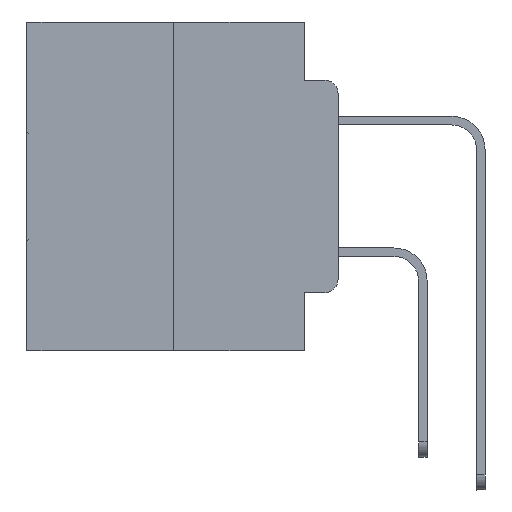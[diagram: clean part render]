
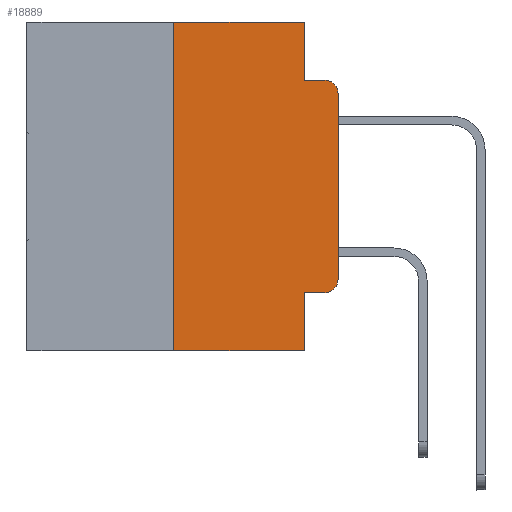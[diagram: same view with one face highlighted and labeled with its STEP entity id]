
A CAD part, left-side view. The second image highlights one B-rep face of the part: STEP entity #18889.
In plain terms, the highlighted planar face has unit normal (-1, 0, 0).
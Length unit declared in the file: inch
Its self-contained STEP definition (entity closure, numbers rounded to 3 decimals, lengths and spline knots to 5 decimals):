
#14 = DIRECTION ( 'NONE',  ( 0., 0., -1. ) ) ;
#77 = CARTESIAN_POINT ( 'NONE',  ( 0., 0.02, -0.1085 ) ) ;
#597 = CARTESIAN_POINT ( 'NONE',  ( 0., 0.051, 0. ) ) ;
#749 = CARTESIAN_POINT ( 'NONE',  ( 0., 0.25, 0. ) ) ;
#762 = LINE ( 'NONE', #27779, #14181 ) ;
#2454 = LINE ( 'NONE', #749, #22244 ) ;
#2563 = CIRCLE ( 'NONE', #18201, 0.02 ) ;
#2599 = VECTOR ( 'NONE', #18473, 39.37008 ) ;
#2646 = DIRECTION ( 'NONE',  ( 0., 0., -1. ) ) ;
#3204 = ORIENTED_EDGE ( 'NONE', *, *, #27093, .F. ) ;
#3433 = VERTEX_POINT ( 'NONE', #27321 ) ;
#5013 = CARTESIAN_POINT ( 'NONE',  ( 0., 0.051, 0. ) ) ;
#5286 = VECTOR ( 'NONE', #14, 39.37008 ) ;
#5587 = ORIENTED_EDGE ( 'NONE', *, *, #30108, .T. ) ;
#6032 = CARTESIAN_POINT ( 'NONE',  ( 0., 0.473, 0. ) ) ;
#6168 = CARTESIAN_POINT ( 'NONE',  ( 0., 0.25, 0. ) ) ;
#6409 = PLANE ( 'NONE',  #15422 ) ;
#6516 = CARTESIAN_POINT ( 'NONE',  ( 0., 0.473, 0. ) ) ;
#8142 = DIRECTION ( 'NONE',  ( 0., 0., -1. ) ) ;
#8157 = VECTOR ( 'NONE', #10414, 39.37008 ) ;
#8340 = ORIENTED_EDGE ( 'NONE', *, *, #20134, .F. ) ;
#8763 = VERTEX_POINT ( 'NONE', #6168 ) ;
#9311 = LINE ( 'NONE', #20801, #2599 ) ;
#9674 = DIRECTION ( 'NONE',  ( 0., -1., 0. ) ) ;
#9917 = ORIENTED_EDGE ( 'NONE', *, *, #29659, .T. ) ;
#10374 = CARTESIAN_POINT ( 'NONE',  ( 0., 0.02, -0.3915 ) ) ;
#10414 = DIRECTION ( 'NONE',  ( 0., 0., 1. ) ) ;
#11870 = ORIENTED_EDGE ( 'NONE', *, *, #29483, .T. ) ;
#12800 = EDGE_CURVE ( 'NONE', #31835, #16191, #24985, .T. ) ;
#12922 = DIRECTION ( 'NONE',  ( 0., 0., -1. ) ) ;
#13428 = VERTEX_POINT ( 'NONE', #26994 ) ;
#13604 = VECTOR ( 'NONE', #25758, 39.37008 ) ;
#13608 = VERTEX_POINT ( 'NONE', #19909 ) ;
#13988 = EDGE_LOOP ( 'NONE', ( #11870, #24877, #25623, #8340, #21420, #3204, #9917, #18038, #24520, #5587 ) ) ;
#14111 = DIRECTION ( 'NONE',  ( 0., 0., -1. ) ) ;
#14181 = VECTOR ( 'NONE', #17993, 39.37008 ) ;
#14795 = LINE ( 'NONE', #15306, #8157 ) ;
#15057 = VECTOR ( 'NONE', #8142, 39.37008 ) ;
#15306 = CARTESIAN_POINT ( 'NONE',  ( 0., 0., 0. ) ) ;
#15422 = AXIS2_PLACEMENT_3D ( 'NONE', #6516, #28655, #14111 ) ;
#15784 = DIRECTION ( 'NONE',  ( 0., 0., 1. ) ) ;
#16191 = VERTEX_POINT ( 'NONE', #20284 ) ;
#16439 = AXIS2_PLACEMENT_3D ( 'NONE', #77, #17601, #2646 ) ;
#16580 = LINE ( 'NONE', #597, #15057 ) ;
#17003 = CARTESIAN_POINT ( 'NONE',  ( 0., 0.02, -0.0885 ) ) ;
#17601 = DIRECTION ( 'NONE',  ( -1., 0., 0. ) ) ;
#17993 = DIRECTION ( 'NONE',  ( 0., -1., 0. ) ) ;
#18038 = ORIENTED_EDGE ( 'NONE', *, *, #12800, .F. ) ;
#18201 = AXIS2_PLACEMENT_3D ( 'NONE', #10374, #27516, #12922 ) ;
#18445 = VERTEX_POINT ( 'NONE', #19777 ) ;
#18473 = DIRECTION ( 'NONE',  ( 0., -1., 0. ) ) ;
#18889 = ADVANCED_FACE ( 'NONE', ( #30679 ), #6409, .F. ) ;
#19116 = EDGE_CURVE ( 'NONE', #31257, #20503, #23122, .T. ) ;
#19777 = CARTESIAN_POINT ( 'NONE',  ( 0., 0.051, -0.0885 ) ) ;
#19906 = VERTEX_POINT ( 'NONE', #24498 ) ;
#19909 = CARTESIAN_POINT ( 'NONE',  ( 0., 0.25, -0.5 ) ) ;
#20134 = EDGE_CURVE ( 'NONE', #3433, #18445, #16580, .T. ) ;
#20284 = CARTESIAN_POINT ( 'NONE',  ( 0., 0.051, -0.5 ) ) ;
#20503 = VERTEX_POINT ( 'NONE', #17003 ) ;
#20801 = CARTESIAN_POINT ( 'NONE',  ( 0., 0.473, -0.5 ) ) ;
#21420 = ORIENTED_EDGE ( 'NONE', *, *, #30838, .F. ) ;
#21984 = EDGE_CURVE ( 'NONE', #31835, #19906, #762, .T. ) ;
#22244 = VECTOR ( 'NONE', #15784, 39.37008 ) ;
#22786 = EDGE_CURVE ( 'NONE', #18445, #20503, #23259, .T. ) ;
#23122 = CIRCLE ( 'NONE', #16439, 0.02 ) ;
#23259 = LINE ( 'NONE', #26834, #24009 ) ;
#24009 = VECTOR ( 'NONE', #9674, 39.37008 ) ;
#24287 = CARTESIAN_POINT ( 'NONE',  ( 0., 0., -0.1085 ) ) ;
#24498 = CARTESIAN_POINT ( 'NONE',  ( 0., 0.02, -0.4115 ) ) ;
#24520 = ORIENTED_EDGE ( 'NONE', *, *, #21984, .T. ) ;
#24877 = ORIENTED_EDGE ( 'NONE', *, *, #19116, .T. ) ;
#24985 = LINE ( 'NONE', #5013, #5286 ) ;
#25623 = ORIENTED_EDGE ( 'NONE', *, *, #22786, .F. ) ;
#25758 = DIRECTION ( 'NONE',  ( 0., -1., 0. ) ) ;
#26550 = LINE ( 'NONE', #6032, #13604 ) ;
#26834 = CARTESIAN_POINT ( 'NONE',  ( 0., 0.051, -0.0885 ) ) ;
#26994 = CARTESIAN_POINT ( 'NONE',  ( 0., 0., -0.3915 ) ) ;
#27093 = EDGE_CURVE ( 'NONE', #13608, #8763, #2454, .T. ) ;
#27321 = CARTESIAN_POINT ( 'NONE',  ( 0., 0.051, 0. ) ) ;
#27516 = DIRECTION ( 'NONE',  ( -1., 0., 0. ) ) ;
#27779 = CARTESIAN_POINT ( 'NONE',  ( 0., 0.051, -0.4115 ) ) ;
#28655 = DIRECTION ( 'NONE',  ( 1., 0., 0. ) ) ;
#29483 = EDGE_CURVE ( 'NONE', #13428, #31257, #14795, .T. ) ;
#29659 = EDGE_CURVE ( 'NONE', #13608, #16191, #9311, .T. ) ;
#30108 = EDGE_CURVE ( 'NONE', #19906, #13428, #2563, .T. ) ;
#30679 = FACE_OUTER_BOUND ( 'NONE', #13988, .T. ) ;
#30838 = EDGE_CURVE ( 'NONE', #8763, #3433, #26550, .T. ) ;
#31257 = VERTEX_POINT ( 'NONE', #24287 ) ;
#31500 = CARTESIAN_POINT ( 'NONE',  ( 0., 0.051, -0.4115 ) ) ;
#31835 = VERTEX_POINT ( 'NONE', #31500 ) ;
